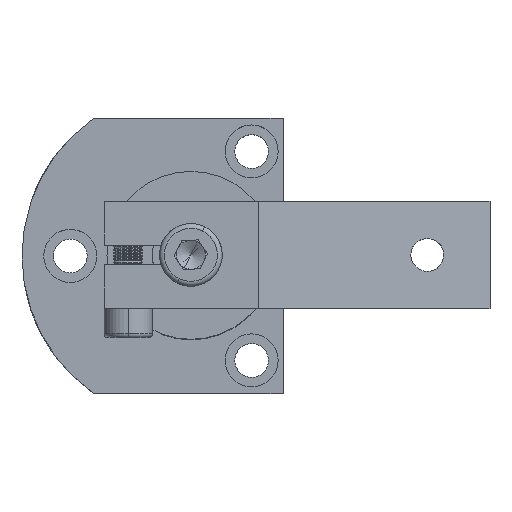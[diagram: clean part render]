
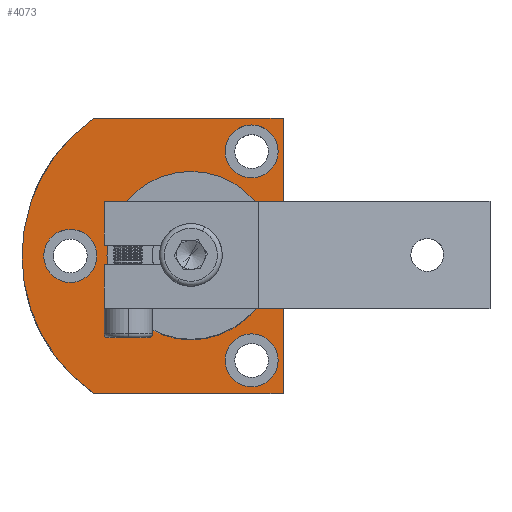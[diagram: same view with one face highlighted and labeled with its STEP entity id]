
A CAD part, top view. The second image highlights one B-rep face of the part: STEP entity #4073.
In plain terms, the highlighted planar face has unit normal (0, 0, 1).
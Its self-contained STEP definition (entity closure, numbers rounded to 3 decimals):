
#402 = EDGE_LOOP ( 'NONE', ( #3657, #3658, #3659, #3660, #3661 ) ) ;
#403 = EDGE_LOOP ( 'NONE', ( #3651, #3652 ) ) ;
#404 = EDGE_LOOP ( 'NONE', ( #3653, #3654 ) ) ;
#405 = EDGE_LOOP ( 'NONE', ( #3662, #3663 ) ) ;
#409 = EDGE_LOOP ( 'NONE', ( #3655, #3656 ) ) ;
#1195 = FACE_BOUND ( 'NONE', #403, .T. ) ;
#1206 = FACE_OUTER_BOUND ( 'NONE', #402, .T. ) ;
#1207 = FACE_BOUND ( 'NONE', #409, .T. ) ;
#1209 = FACE_BOUND ( 'NONE', #405, .T. ) ;
#1211 = FACE_BOUND ( 'NONE', #404, .T. ) ;
#1458 = CIRCLE ( 'NONE', #14013, 34.75 ) ;
#1464 = CIRCLE ( 'NONE', #14015, 34.75 ) ;
#1490 = CIRCLE ( 'NONE', #14024, 5.5 ) ;
#1491 = CIRCLE ( 'NONE', #14025, 5.5 ) ;
#1492 = CIRCLE ( 'NONE', #14026, 5.5 ) ;
#1493 = LINE ( 'NONE', #12482, #1496 ) ;
#1494 = LINE ( 'NONE', #12481, #1498 ) ;
#1495 = CIRCLE ( 'NONE', #14027, 17.4 ) ;
#1496 = VECTOR ( 'NONE', #12460, 1000. ) ;
#1497 = LINE ( 'NONE', #12491, #1500 ) ;
#1498 = VECTOR ( 'NONE', #12487, 1000. ) ;
#1500 = VECTOR ( 'NONE', #12493, 1000. ) ;
#3651 = ORIENTED_EDGE ( 'NONE', *, *, #4265, .F. ) ;
#3652 = ORIENTED_EDGE ( 'NONE', *, *, #9490, .F. ) ;
#3653 = ORIENTED_EDGE ( 'NONE', *, *, #4266, .F. ) ;
#3654 = ORIENTED_EDGE ( 'NONE', *, *, #9495, .F. ) ;
#3655 = ORIENTED_EDGE ( 'NONE', *, *, #4267, .F. ) ;
#3656 = ORIENTED_EDGE ( 'NONE', *, *, #9475, .F. ) ;
#3657 = ORIENTED_EDGE ( 'NONE', *, *, #4268, .F. ) ;
#3658 = ORIENTED_EDGE ( 'NONE', *, *, #4240, .T. ) ;
#3659 = ORIENTED_EDGE ( 'NONE', *, *, #4236, .T. ) ;
#3660 = ORIENTED_EDGE ( 'NONE', *, *, #4269, .T. ) ;
#3661 = ORIENTED_EDGE ( 'NONE', *, *, #4270, .F. ) ;
#3662 = ORIENTED_EDGE ( 'NONE', *, *, #4271, .F. ) ;
#3663 = ORIENTED_EDGE ( 'NONE', *, *, #4982, .F. ) ;
#4073 = ADVANCED_FACE ( 'NONE', ( #1195, #1211, #1207, #1206, #1209 ), #13700, .T. ) ;
#4236 = EDGE_CURVE ( 'NONE', #4533, #4526, #1458, .T. ) ;
#4240 = EDGE_CURVE ( 'NONE', #4594, #4533, #1464, .T. ) ;
#4265 = EDGE_CURVE ( 'NONE', #8797, #8792, #1490, .T. ) ;
#4266 = EDGE_CURVE ( 'NONE', #4539, #4535, #1491, .T. ) ;
#4267 = EDGE_CURVE ( 'NONE', #4589, #4592, #1492, .T. ) ;
#4268 = EDGE_CURVE ( 'NONE', #4594, #14982, #1493, .T. ) ;
#4269 = EDGE_CURVE ( 'NONE', #4526, #14941, #1494, .T. ) ;
#4270 = EDGE_CURVE ( 'NONE', #14982, #14941, #1497, .T. ) ;
#4271 = EDGE_CURVE ( 'NONE', #4520, #4556, #1495, .T. ) ;
#4520 = VERTEX_POINT ( 'NONE', #8215 ) ;
#4526 = VERTEX_POINT ( 'NONE', #8221 ) ;
#4533 = VERTEX_POINT ( 'NONE', #8228 ) ;
#4535 = VERTEX_POINT ( 'NONE', #8230 ) ;
#4539 = VERTEX_POINT ( 'NONE', #8234 ) ;
#4556 = VERTEX_POINT ( 'NONE', #8251 ) ;
#4589 = VERTEX_POINT ( 'NONE', #8284 ) ;
#4592 = VERTEX_POINT ( 'NONE', #8287 ) ;
#4594 = VERTEX_POINT ( 'NONE', #8289 ) ;
#4982 = EDGE_CURVE ( 'NONE', #4556, #4520, #9795, .T. ) ;
#6719 = CARTESIAN_POINT ( 'NONE',  ( 7.1, 21.65, 25. ) ) ;
#6722 = CARTESIAN_POINT ( 'NONE',  ( 18.1, 21.65, 25. ) ) ;
#7224 = AXIS2_PLACEMENT_3D ( 'NONE', #11626, #11627, #11628 ) ;
#7231 = AXIS2_PLACEMENT_3D ( 'NONE', #11661, #11662, #11663 ) ;
#7234 = AXIS2_PLACEMENT_3D ( 'NONE', #11674, #11675, #11676 ) ;
#8215 = CARTESIAN_POINT ( 'NONE',  ( -17.4, 0., 25. ) ) ;
#8221 = CARTESIAN_POINT ( 'NONE',  ( -20.132, -28.5, 25. ) ) ;
#8228 = CARTESIAN_POINT ( 'NONE',  ( -35., 0., 25. ) ) ;
#8230 = CARTESIAN_POINT ( 'NONE',  ( 7.1, -21.65, 25. ) ) ;
#8234 = CARTESIAN_POINT ( 'NONE',  ( 18.1, -21.65, 25. ) ) ;
#8251 = CARTESIAN_POINT ( 'NONE',  ( 17.4, 0., 25. ) ) ;
#8284 = CARTESIAN_POINT ( 'NONE',  ( -19.5, 0., 25. ) ) ;
#8287 = CARTESIAN_POINT ( 'NONE',  ( -30.5, 0., 25. ) ) ;
#8289 = CARTESIAN_POINT ( 'NONE',  ( -20.132, 28.5, 25. ) ) ;
#8792 = VERTEX_POINT ( 'NONE', #6719 ) ;
#8797 = VERTEX_POINT ( 'NONE', #6722 ) ;
#9061 = CARTESIAN_POINT ( 'NONE',  ( 0., 0., 25. ) ) ;
#9062 = DIRECTION ( 'NONE',  ( 0., 0., 1. ) ) ;
#9063 = DIRECTION ( 'NONE',  ( 1., 0., 0. ) ) ;
#9475 = EDGE_CURVE ( 'NONE', #4592, #4589, #10565, .T. ) ;
#9490 = EDGE_CURVE ( 'NONE', #8792, #8797, #10589, .T. ) ;
#9495 = EDGE_CURVE ( 'NONE', #4535, #4539, #10596, .T. ) ;
#9795 = CIRCLE ( 'NONE', #14200, 17.4 ) ;
#10565 = CIRCLE ( 'NONE', #7224, 5.5 ) ;
#10589 = CIRCLE ( 'NONE', #7231, 5.5 ) ;
#10596 = CIRCLE ( 'NONE', #7234, 5.5 ) ;
#11626 = CARTESIAN_POINT ( 'NONE',  ( -25., 0., 25. ) ) ;
#11627 = DIRECTION ( 'NONE',  ( 0., 0., 1. ) ) ;
#11628 = DIRECTION ( 'NONE',  ( 1., 0., 0. ) ) ;
#11661 = CARTESIAN_POINT ( 'NONE',  ( 12.6, 21.65, 25. ) ) ;
#11662 = DIRECTION ( 'NONE',  ( 0., 0., 1. ) ) ;
#11663 = DIRECTION ( 'NONE',  ( 1., 0., 0. ) ) ;
#11674 = CARTESIAN_POINT ( 'NONE',  ( 12.6, -21.65, 25. ) ) ;
#11675 = DIRECTION ( 'NONE',  ( 0., 0., 1. ) ) ;
#11676 = DIRECTION ( 'NONE',  ( 1., 0., 0. ) ) ;
#12245 = CARTESIAN_POINT ( 'NONE',  ( -0.25, 0., 25. ) ) ;
#12246 = DIRECTION ( 'NONE',  ( 0., 0., 1. ) ) ;
#12247 = DIRECTION ( 'NONE',  ( 1., 0., 0. ) ) ;
#12255 = CARTESIAN_POINT ( 'NONE',  ( -0.25, 0., 25. ) ) ;
#12256 = DIRECTION ( 'NONE',  ( 0., 0., 1. ) ) ;
#12257 = DIRECTION ( 'NONE',  ( 1., 0., 0. ) ) ;
#12460 = DIRECTION ( 'NONE',  ( 1., 0., 0. ) ) ;
#12470 = CARTESIAN_POINT ( 'NONE',  ( 12.6, 21.65, 25. ) ) ;
#12471 = DIRECTION ( 'NONE',  ( 0., 0., 1. ) ) ;
#12473 = DIRECTION ( 'NONE',  ( 1., 0., 0. ) ) ;
#12476 = CARTESIAN_POINT ( 'NONE',  ( 12.6, -21.65, 25. ) ) ;
#12477 = DIRECTION ( 'NONE',  ( 0., 0., 1. ) ) ;
#12479 = DIRECTION ( 'NONE',  ( 1., 0., 0. ) ) ;
#12481 = CARTESIAN_POINT ( 'NONE',  ( 0., -28.5, 25. ) ) ;
#12482 = CARTESIAN_POINT ( 'NONE',  ( 0., 28.5, 25. ) ) ;
#12484 = CARTESIAN_POINT ( 'NONE',  ( -25., 0., 25. ) ) ;
#12485 = DIRECTION ( 'NONE',  ( 0., 0., 1. ) ) ;
#12486 = DIRECTION ( 'NONE',  ( 1., 0., 0. ) ) ;
#12487 = DIRECTION ( 'NONE',  ( 1., 0., 0. ) ) ;
#12491 = CARTESIAN_POINT ( 'NONE',  ( 19.1, 0., 25. ) ) ;
#12493 = DIRECTION ( 'NONE',  ( 0., -1., 0. ) ) ;
#12501 = CARTESIAN_POINT ( 'NONE',  ( 0., 0., 25. ) ) ;
#12503 = DIRECTION ( 'NONE',  ( 0., 0., 1. ) ) ;
#12505 = DIRECTION ( 'NONE',  ( 1., 0., 0. ) ) ;
#12781 = CARTESIAN_POINT ( 'NONE',  ( 19.1, -28.5, 25. ) ) ;
#12811 = CARTESIAN_POINT ( 'NONE',  ( 19.1, 28.5, 25. ) ) ;
#13692 = DIRECTION ( 'NONE',  ( 1., 0., 0. ) ) ;
#13697 = CARTESIAN_POINT ( 'NONE',  ( 0., 0., 25. ) ) ;
#13700 = PLANE ( 'NONE',  #13880 ) ;
#13704 = DIRECTION ( 'NONE',  ( 0., 0., 1. ) ) ;
#13880 = AXIS2_PLACEMENT_3D ( 'NONE', #13697, #13704, #13692 ) ;
#14013 = AXIS2_PLACEMENT_3D ( 'NONE', #12245, #12246, #12247 ) ;
#14015 = AXIS2_PLACEMENT_3D ( 'NONE', #12255, #12256, #12257 ) ;
#14024 = AXIS2_PLACEMENT_3D ( 'NONE', #12470, #12471, #12473 ) ;
#14025 = AXIS2_PLACEMENT_3D ( 'NONE', #12476, #12477, #12479 ) ;
#14026 = AXIS2_PLACEMENT_3D ( 'NONE', #12484, #12485, #12486 ) ;
#14027 = AXIS2_PLACEMENT_3D ( 'NONE', #12501, #12503, #12505 ) ;
#14200 = AXIS2_PLACEMENT_3D ( 'NONE', #9061, #9062, #9063 ) ;
#14941 = VERTEX_POINT ( 'NONE', #12781 ) ;
#14982 = VERTEX_POINT ( 'NONE', #12811 ) ;
